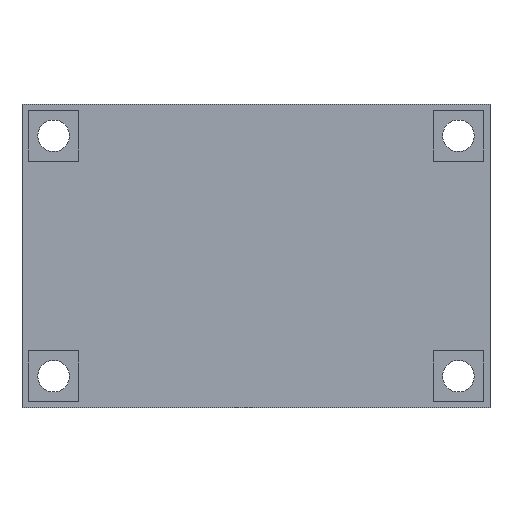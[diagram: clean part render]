
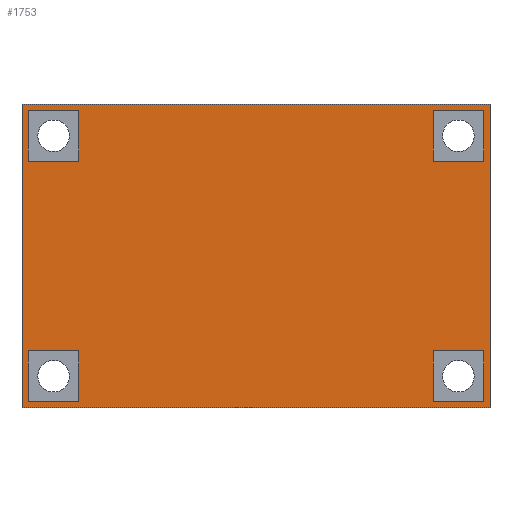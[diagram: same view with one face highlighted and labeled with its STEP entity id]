
A CAD part, front view. The second image highlights one B-rep face of the part: STEP entity #1753.
In plain terms, the highlighted planar face has unit normal (0, -1, 0).
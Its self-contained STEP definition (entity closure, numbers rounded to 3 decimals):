
#23=FACE_BOUND('',#241,.T.);
#24=FACE_BOUND('',#242,.T.);
#25=FACE_BOUND('',#243,.T.);
#26=FACE_BOUND('',#244,.T.);
#142=FACE_OUTER_BOUND('',#240,.T.);
#240=EDGE_LOOP('',(#1435,#1436,#1437,#1438));
#241=EDGE_LOOP('',(#1439,#1440,#1441,#1442));
#242=EDGE_LOOP('',(#1443,#1444,#1445,#1446));
#243=EDGE_LOOP('',(#1447,#1448,#1449,#1450));
#244=EDGE_LOOP('',(#1451,#1452,#1453,#1454));
#318=LINE('',#2456,#527);
#324=LINE('',#2467,#533);
#329=LINE('',#2477,#538);
#331=LINE('',#2480,#540);
#342=LINE('',#2506,#551);
#348=LINE('',#2517,#557);
#353=LINE('',#2527,#562);
#355=LINE('',#2530,#564);
#366=LINE('',#2556,#575);
#372=LINE('',#2567,#581);
#377=LINE('',#2577,#586);
#379=LINE('',#2580,#588);
#390=LINE('',#2606,#599);
#396=LINE('',#2617,#605);
#401=LINE('',#2627,#610);
#403=LINE('',#2630,#612);
#452=LINE('',#2735,#661);
#456=LINE('',#2743,#665);
#459=LINE('',#2749,#668);
#462=LINE('',#2754,#671);
#527=VECTOR('',#2025,10.);
#533=VECTOR('',#2035,10.);
#538=VECTOR('',#2044,10.);
#540=VECTOR('',#2048,10.);
#551=VECTOR('',#2069,10.);
#557=VECTOR('',#2079,10.);
#562=VECTOR('',#2088,10.);
#564=VECTOR('',#2092,10.);
#575=VECTOR('',#2113,10.);
#581=VECTOR('',#2123,10.);
#586=VECTOR('',#2132,10.);
#588=VECTOR('',#2136,10.);
#599=VECTOR('',#2157,10.);
#605=VECTOR('',#2167,10.);
#610=VECTOR('',#2176,10.);
#612=VECTOR('',#2180,10.);
#661=VECTOR('',#2273,10.);
#665=VECTOR('',#2279,10.);
#668=VECTOR('',#2284,10.);
#671=VECTOR('',#2289,10.);
#727=VERTEX_POINT('',#2454);
#728=VERTEX_POINT('',#2455);
#731=VERTEX_POINT('',#2466);
#734=VERTEX_POINT('',#2476);
#743=VERTEX_POINT('',#2504);
#744=VERTEX_POINT('',#2505);
#747=VERTEX_POINT('',#2516);
#750=VERTEX_POINT('',#2526);
#759=VERTEX_POINT('',#2554);
#760=VERTEX_POINT('',#2555);
#763=VERTEX_POINT('',#2566);
#766=VERTEX_POINT('',#2576);
#775=VERTEX_POINT('',#2604);
#776=VERTEX_POINT('',#2605);
#779=VERTEX_POINT('',#2616);
#782=VERTEX_POINT('',#2626);
#815=VERTEX_POINT('',#2733);
#816=VERTEX_POINT('',#2734);
#819=VERTEX_POINT('',#2742);
#821=VERTEX_POINT('',#2748);
#900=EDGE_CURVE('',#727,#728,#318,.T.);
#906=EDGE_CURVE('',#731,#727,#324,.T.);
#911=EDGE_CURVE('',#734,#731,#329,.T.);
#913=EDGE_CURVE('',#728,#734,#331,.T.);
#924=EDGE_CURVE('',#743,#744,#342,.T.);
#930=EDGE_CURVE('',#747,#743,#348,.T.);
#935=EDGE_CURVE('',#750,#747,#353,.T.);
#937=EDGE_CURVE('',#744,#750,#355,.T.);
#948=EDGE_CURVE('',#759,#760,#366,.T.);
#954=EDGE_CURVE('',#763,#759,#372,.T.);
#959=EDGE_CURVE('',#766,#763,#377,.T.);
#961=EDGE_CURVE('',#760,#766,#379,.T.);
#972=EDGE_CURVE('',#775,#776,#390,.T.);
#978=EDGE_CURVE('',#779,#775,#396,.T.);
#983=EDGE_CURVE('',#782,#779,#401,.T.);
#985=EDGE_CURVE('',#776,#782,#403,.T.);
#1034=EDGE_CURVE('',#815,#816,#452,.T.);
#1038=EDGE_CURVE('',#816,#819,#456,.T.);
#1041=EDGE_CURVE('',#819,#821,#459,.T.);
#1044=EDGE_CURVE('',#821,#815,#462,.T.);
#1435=ORIENTED_EDGE('',*,*,#1044,.T.);
#1436=ORIENTED_EDGE('',*,*,#1034,.T.);
#1437=ORIENTED_EDGE('',*,*,#1038,.T.);
#1438=ORIENTED_EDGE('',*,*,#1041,.T.);
#1439=ORIENTED_EDGE('',*,*,#906,.T.);
#1440=ORIENTED_EDGE('',*,*,#900,.T.);
#1441=ORIENTED_EDGE('',*,*,#913,.T.);
#1442=ORIENTED_EDGE('',*,*,#911,.T.);
#1443=ORIENTED_EDGE('',*,*,#930,.T.);
#1444=ORIENTED_EDGE('',*,*,#924,.T.);
#1445=ORIENTED_EDGE('',*,*,#937,.T.);
#1446=ORIENTED_EDGE('',*,*,#935,.T.);
#1447=ORIENTED_EDGE('',*,*,#954,.T.);
#1448=ORIENTED_EDGE('',*,*,#948,.T.);
#1449=ORIENTED_EDGE('',*,*,#961,.T.);
#1450=ORIENTED_EDGE('',*,*,#959,.T.);
#1451=ORIENTED_EDGE('',*,*,#978,.T.);
#1452=ORIENTED_EDGE('',*,*,#972,.T.);
#1453=ORIENTED_EDGE('',*,*,#985,.T.);
#1454=ORIENTED_EDGE('',*,*,#983,.T.);
#1574=PLANE('',#1876);
#1753=ADVANCED_FACE('',(#142,#23,#24,#25,#26),#1574,.F.);
#1876=AXIS2_PLACEMENT_3D('',#2756,#2291,#2292);
#2025=DIRECTION('',(1.,0.,0.));
#2035=DIRECTION('',(0.,0.,1.));
#2044=DIRECTION('',(-1.,0.,0.));
#2048=DIRECTION('',(0.,0.,-1.));
#2069=DIRECTION('',(1.,0.,0.));
#2079=DIRECTION('',(0.,0.,1.));
#2088=DIRECTION('',(-1.,0.,0.));
#2092=DIRECTION('',(0.,0.,-1.));
#2113=DIRECTION('',(1.,0.,0.));
#2123=DIRECTION('',(0.,0.,1.));
#2132=DIRECTION('',(-1.,0.,0.));
#2136=DIRECTION('',(0.,0.,-1.));
#2157=DIRECTION('',(1.,0.,0.));
#2167=DIRECTION('',(0.,0.,1.));
#2176=DIRECTION('',(-1.,0.,0.));
#2180=DIRECTION('',(0.,0.,-1.));
#2273=DIRECTION('',(0.,0.,-1.));
#2279=DIRECTION('',(1.,0.,0.));
#2284=DIRECTION('',(0.,0.,1.));
#2289=DIRECTION('',(-1.,0.,0.));
#2291=DIRECTION('center_axis',(0.,1.,0.));
#2292=DIRECTION('ref_axis',(0.,0.,1.));
#2454=CARTESIAN_POINT('',(7.,0.,-3.75));
#2455=CARTESIAN_POINT('',(9.,0.,-3.75));
#2456=CARTESIAN_POINT('',(3.5,0.,-3.75));
#2466=CARTESIAN_POINT('',(7.,0.,-5.75));
#2467=CARTESIAN_POINT('',(7.,0.,-2.875));
#2476=CARTESIAN_POINT('',(9.,0.,-5.75));
#2477=CARTESIAN_POINT('',(4.5,0.,-5.75));
#2480=CARTESIAN_POINT('',(9.,0.,-1.875));
#2504=CARTESIAN_POINT('',(-9.,0.,5.75));
#2505=CARTESIAN_POINT('',(-7.,0.,5.75));
#2506=CARTESIAN_POINT('',(-4.5,0.,5.75));
#2516=CARTESIAN_POINT('',(-9.,0.,3.75));
#2517=CARTESIAN_POINT('',(-9.,0.,1.875));
#2526=CARTESIAN_POINT('',(-7.,0.,3.75));
#2527=CARTESIAN_POINT('',(-3.5,0.,3.75));
#2530=CARTESIAN_POINT('',(-7.,0.,2.875));
#2554=CARTESIAN_POINT('',(-9.,0.,-3.75));
#2555=CARTESIAN_POINT('',(-7.,0.,-3.75));
#2556=CARTESIAN_POINT('',(-4.5,0.,-3.75));
#2566=CARTESIAN_POINT('',(-9.,0.,-5.75));
#2567=CARTESIAN_POINT('',(-9.,0.,-2.875));
#2576=CARTESIAN_POINT('',(-7.,0.,-5.75));
#2577=CARTESIAN_POINT('',(-3.5,0.,-5.75));
#2580=CARTESIAN_POINT('',(-7.,0.,-1.875));
#2604=CARTESIAN_POINT('',(7.,0.,5.75));
#2605=CARTESIAN_POINT('',(9.,0.,5.75));
#2606=CARTESIAN_POINT('',(3.5,0.,5.75));
#2616=CARTESIAN_POINT('',(7.,0.,3.75));
#2617=CARTESIAN_POINT('',(7.,0.,1.875));
#2626=CARTESIAN_POINT('',(9.,0.,3.75));
#2627=CARTESIAN_POINT('',(4.5,0.,3.75));
#2630=CARTESIAN_POINT('',(9.,0.,2.875));
#2733=CARTESIAN_POINT('',(-9.25,0.,6.));
#2734=CARTESIAN_POINT('',(-9.25,0.,-6.));
#2735=CARTESIAN_POINT('',(-9.25,0.,6.));
#2742=CARTESIAN_POINT('',(9.25,0.,-6.));
#2743=CARTESIAN_POINT('',(-9.25,0.,-6.));
#2748=CARTESIAN_POINT('',(9.25,0.,6.));
#2749=CARTESIAN_POINT('',(9.25,0.,-6.));
#2754=CARTESIAN_POINT('',(9.25,0.,6.));
#2756=CARTESIAN_POINT('Origin',(0.,0.,0.));
